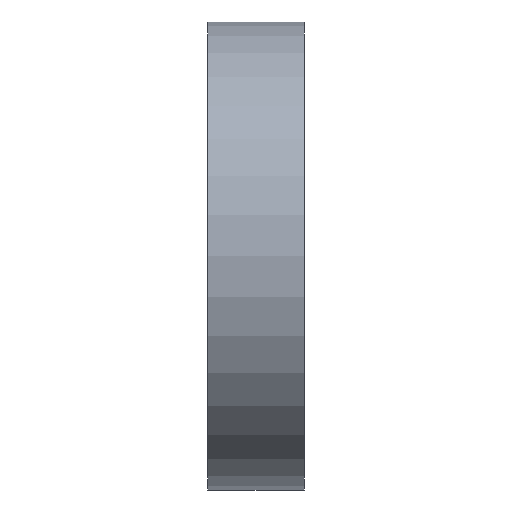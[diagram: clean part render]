
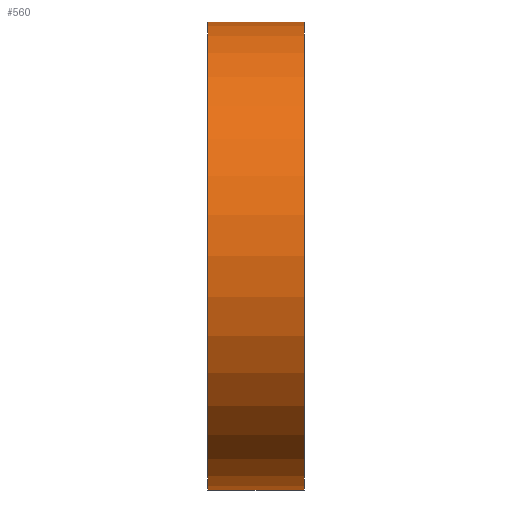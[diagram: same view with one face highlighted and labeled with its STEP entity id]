
A CAD part, left-side view. The second image highlights one B-rep face of the part: STEP entity #560.
In plain terms, the highlighted cylindrical face has radius 9.506 mm (diameter 19.012 mm), a partial arc.
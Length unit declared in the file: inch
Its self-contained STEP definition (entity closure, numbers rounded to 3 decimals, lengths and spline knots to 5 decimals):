
#9 = CIRCLE ( 'NONE', #115, 0.37425 ) ;
#90 = AXIS2_PLACEMENT_3D ( 'NONE', #190, #175, #189 ) ;
#115 = AXIS2_PLACEMENT_3D ( 'NONE', #224, #223, #220 ) ;
#122 = VECTOR ( 'NONE', #264, 39.37008 ) ;
#175 = DIRECTION ( 'NONE',  ( 0., -1., 0. ) ) ;
#189 = DIRECTION ( 'NONE',  ( 0., 0., -1. ) ) ;
#190 = CARTESIAN_POINT ( 'NONE',  ( 0., 0.077, 0. ) ) ;
#220 = DIRECTION ( 'NONE',  ( 0., 0., 1. ) ) ;
#223 = DIRECTION ( 'NONE',  ( 0., 1., 0. ) ) ;
#224 = CARTESIAN_POINT ( 'NONE',  ( 0., -0.077, 0. ) ) ;
#257 = CARTESIAN_POINT ( 'NONE',  ( 0., 0.077, -0.37425 ) ) ;
#261 = FACE_OUTER_BOUND ( 'NONE', #531, .T. ) ;
#264 = DIRECTION ( 'NONE',  ( 0., -1., 0. ) ) ;
#277 = EDGE_CURVE ( 'NONE', #308, #345, #454, .T. ) ;
#281 = VERTEX_POINT ( 'NONE', #406 ) ;
#285 = CARTESIAN_POINT ( 'NONE',  ( 0., 0.077, 0.37425 ) ) ;
#289 = DIRECTION ( 'NONE',  ( 0., -1., 0. ) ) ;
#308 = VERTEX_POINT ( 'NONE', #417 ) ;
#322 = ORIENTED_EDGE ( 'NONE', *, *, #277, .F. ) ;
#331 = VERTEX_POINT ( 'NONE', #379 ) ;
#342 = CYLINDRICAL_SURFACE ( 'NONE', #90, 0.37425 ) ;
#345 = VERTEX_POINT ( 'NONE', #368 ) ;
#368 = CARTESIAN_POINT ( 'NONE',  ( 0., 0.077, 0.37425 ) ) ;
#370 = LINE ( 'NONE', #257, #122 ) ;
#375 = AXIS2_PLACEMENT_3D ( 'NONE', #489, #460, #442 ) ;
#379 = CARTESIAN_POINT ( 'NONE',  ( 0., -0.077, -0.37425 ) ) ;
#406 = CARTESIAN_POINT ( 'NONE',  ( 0., -0.077, 0.37425 ) ) ;
#415 = ORIENTED_EDGE ( 'NONE', *, *, #548, .T. ) ;
#417 = CARTESIAN_POINT ( 'NONE',  ( 0., 0.077, -0.37425 ) ) ;
#442 = DIRECTION ( 'NONE',  ( 0., 0., 1. ) ) ;
#446 = ORIENTED_EDGE ( 'NONE', *, *, #533, .F. ) ;
#453 = ORIENTED_EDGE ( 'NONE', *, *, #544, .T. ) ;
#454 = CIRCLE ( 'NONE', #375, 0.37425 ) ;
#460 = DIRECTION ( 'NONE',  ( 0., 1., 0. ) ) ;
#469 = VECTOR ( 'NONE', #289, 39.37008 ) ;
#489 = CARTESIAN_POINT ( 'NONE',  ( 0., 0.077, 0. ) ) ;
#497 = LINE ( 'NONE', #285, #469 ) ;
#531 = EDGE_LOOP ( 'NONE', ( #446, #322, #453, #415 ) ) ;
#533 = EDGE_CURVE ( 'NONE', #345, #281, #497, .T. ) ;
#544 = EDGE_CURVE ( 'NONE', #308, #331, #370, .T. ) ;
#548 = EDGE_CURVE ( 'NONE', #331, #281, #9, .T. ) ;
#560 = ADVANCED_FACE ( 'NONE', ( #261 ), #342, .T. ) ;
